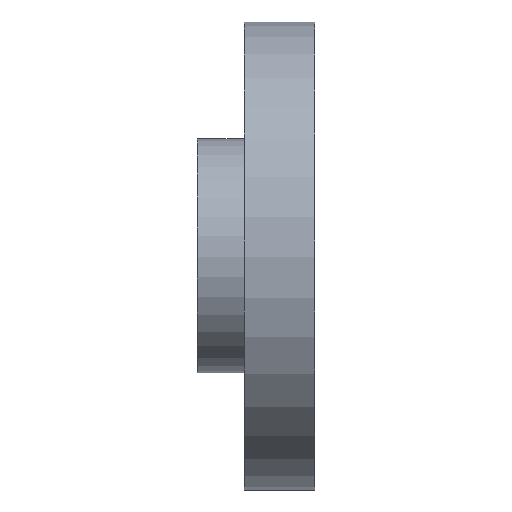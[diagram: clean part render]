
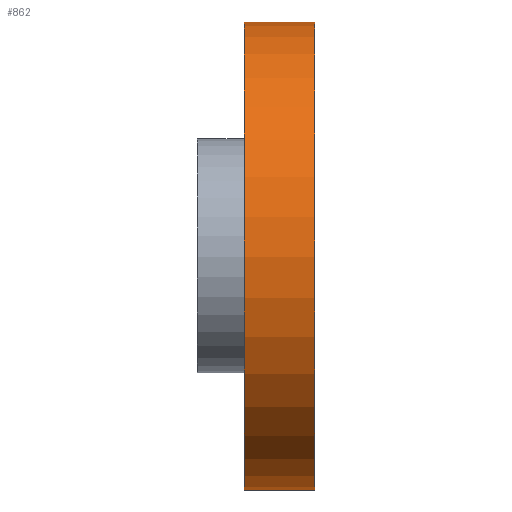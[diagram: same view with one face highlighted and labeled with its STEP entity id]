
A CAD part, front view. The second image highlights one B-rep face of the part: STEP entity #862.
In plain terms, the highlighted cylindrical face has radius 10 mm (diameter 20 mm), a partial arc.
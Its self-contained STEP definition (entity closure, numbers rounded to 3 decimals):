
#40 = VERTEX_POINT ( 'NONE', #937 ) ;
#56 = EDGE_LOOP ( 'NONE', ( #866, #101, #257, #696 ) ) ;
#71 = CARTESIAN_POINT ( 'NONE',  ( -23.8, 27.658, -9.145 ) ) ;
#75 = EDGE_CURVE ( 'NONE', #246, #40, #258, .T. ) ;
#101 = ORIENTED_EDGE ( 'NONE', *, *, #616, .F. ) ;
#104 = DIRECTION ( 'NONE',  ( -1., 0., 0. ) ) ;
#120 = CYLINDRICAL_SURFACE ( 'NONE', #201, 10. ) ;
#172 = LINE ( 'NONE', #256, #847 ) ;
#174 = CIRCLE ( 'NONE', #497, 10. ) ;
#185 = CARTESIAN_POINT ( 'NONE',  ( -20.8, 27.658, -9.145 ) ) ;
#201 = AXIS2_PLACEMENT_3D ( 'NONE', #635, #104, #790 ) ;
#246 = VERTEX_POINT ( 'NONE', #71 ) ;
#256 = CARTESIAN_POINT ( 'NONE',  ( -20.8, 27.658, -9.145 ) ) ;
#257 = ORIENTED_EDGE ( 'NONE', *, *, #538, .F. ) ;
#258 = CIRCLE ( 'NONE', #511, 10. ) ;
#336 = EDGE_CURVE ( 'NONE', #878, #246, #172, .T. ) ;
#339 = VECTOR ( 'NONE', #876, 1000. ) ;
#346 = DIRECTION ( 'NONE',  ( -1., 0., 0. ) ) ;
#376 = DIRECTION ( 'NONE',  ( 0., -0.005, 1. ) ) ;
#416 = CARTESIAN_POINT ( 'NONE',  ( -23.8, 27.604, 0.855 ) ) ;
#429 = FACE_OUTER_BOUND ( 'NONE', #56, .T. ) ;
#437 = LINE ( 'NONE', #564, #339 ) ;
#497 = AXIS2_PLACEMENT_3D ( 'NONE', #661, #519, #376 ) ;
#511 = AXIS2_PLACEMENT_3D ( 'NONE', #416, #346, #796 ) ;
#519 = DIRECTION ( 'NONE',  ( 1., 0., 0. ) ) ;
#538 = EDGE_CURVE ( 'NONE', #40, #598, #437, .T. ) ;
#564 = CARTESIAN_POINT ( 'NONE',  ( -23.8, 27.549, 10.855 ) ) ;
#598 = VERTEX_POINT ( 'NONE', #832 ) ;
#616 = EDGE_CURVE ( 'NONE', #598, #878, #174, .T. ) ;
#635 = CARTESIAN_POINT ( 'NONE',  ( -25.8, 27.604, 0.855 ) ) ;
#661 = CARTESIAN_POINT ( 'NONE',  ( -20.8, 27.604, 0.855 ) ) ;
#696 = ORIENTED_EDGE ( 'NONE', *, *, #75, .F. ) ;
#790 = DIRECTION ( 'NONE',  ( 0., 0.005, -1. ) ) ;
#796 = DIRECTION ( 'NONE',  ( 0., 0.005, -1. ) ) ;
#832 = CARTESIAN_POINT ( 'NONE',  ( -20.8, 27.549, 10.855 ) ) ;
#847 = VECTOR ( 'NONE', #938, 1000. ) ;
#862 = ADVANCED_FACE ( 'NONE', ( #429 ), #120, .T. ) ;
#866 = ORIENTED_EDGE ( 'NONE', *, *, #336, .F. ) ;
#876 = DIRECTION ( 'NONE',  ( 1., 0., 0. ) ) ;
#878 = VERTEX_POINT ( 'NONE', #185 ) ;
#937 = CARTESIAN_POINT ( 'NONE',  ( -23.8, 27.549, 10.855 ) ) ;
#938 = DIRECTION ( 'NONE',  ( -1., 0., 0. ) ) ;
